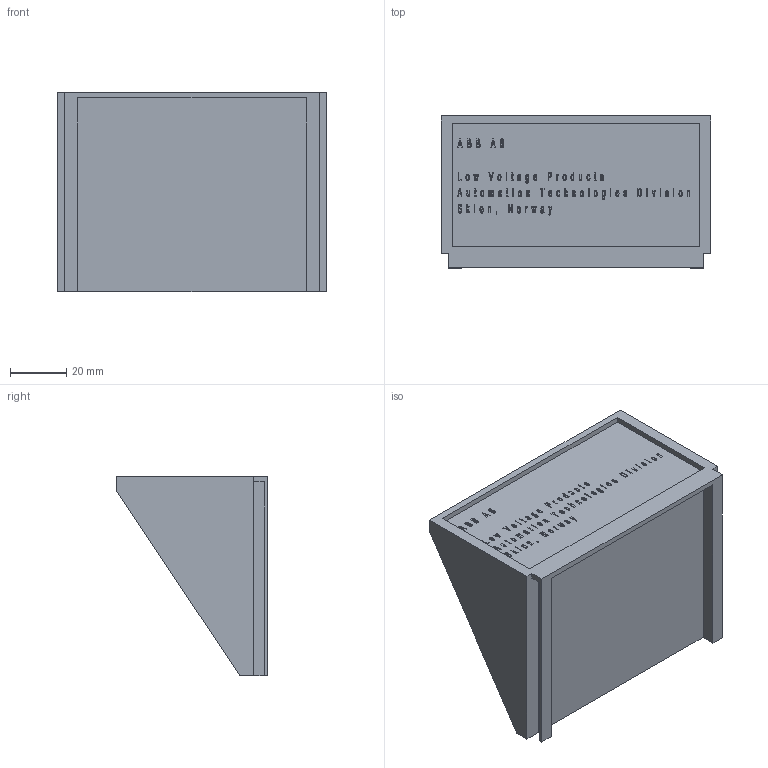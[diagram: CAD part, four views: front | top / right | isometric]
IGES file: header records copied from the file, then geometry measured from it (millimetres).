
Start section: SolidWorks IGES file using analytic representation for surfaces
Global section: file name: IL_732.IGS; native system: SolidWorks 2007; preprocessor: SolidWorks 2007; author: Gordon; date: 091118.231018; units: millimetre
Bounding box: 96 x 54 x 71 mm (x, y, z)
Surface area: 38258.2 mm2 (no closed solid volume)
Topology: 0 solids, 0 shells, 189 faces, 4278 edges, 4278 vertices
Faces by surface type: bspline 185, revolution 4
